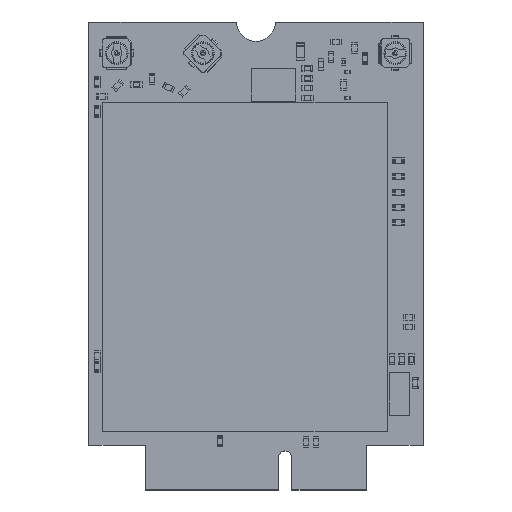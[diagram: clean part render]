
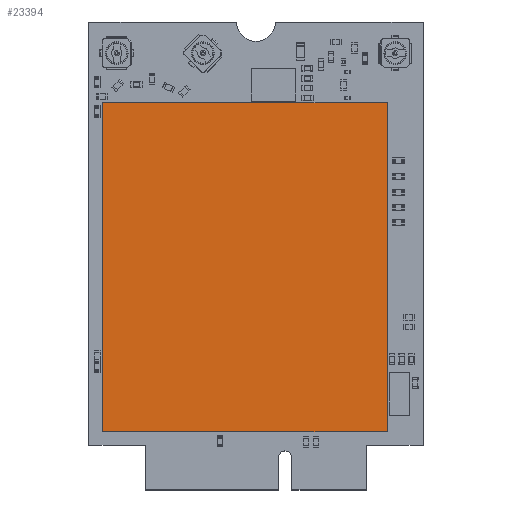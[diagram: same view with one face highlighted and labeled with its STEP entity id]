
A CAD part, top view. The second image highlights one B-rep face of the part: STEP entity #23394.
In plain terms, the highlighted planar face has unit normal (0, 0, 1).
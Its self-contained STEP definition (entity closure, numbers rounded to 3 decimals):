
#1963=PLANE('',#26748);
#3551=FACE_OUTER_BOUND('',#5778,.T.);
#5778=EDGE_LOOP('',(#19446,#19447,#19448,#19449));
#6971=LINE('',#40378,#8206);
#6974=LINE('',#40384,#8209);
#6977=LINE('',#40390,#8212);
#6980=LINE('',#40394,#8215);
#8206=VECTOR('',#34202,10.);
#8209=VECTOR('',#34207,10.);
#8212=VECTOR('',#34212,10.);
#8215=VECTOR('',#34217,10.);
#11466=VERTEX_POINT('',#40375);
#11467=VERTEX_POINT('',#40377);
#11469=VERTEX_POINT('',#40383);
#11471=VERTEX_POINT('',#40389);
#14130=EDGE_CURVE('',#11467,#11466,#6971,.T.);
#14133=EDGE_CURVE('',#11469,#11467,#6974,.T.);
#14136=EDGE_CURVE('',#11471,#11469,#6977,.T.);
#14139=EDGE_CURVE('',#11466,#11471,#6980,.T.);
#19446=ORIENTED_EDGE('',*,*,#14139,.T.);
#19447=ORIENTED_EDGE('',*,*,#14136,.T.);
#19448=ORIENTED_EDGE('',*,*,#14133,.T.);
#19449=ORIENTED_EDGE('',*,*,#14130,.T.);
#23394=ADVANCED_FACE('',(#3551),#1963,.T.);
#26748=AXIS2_PLACEMENT_3D('',#40395,#34218,#34219);
#34202=DIRECTION('',(-1.,0.,0.));
#34207=DIRECTION('',(0.,1.,0.));
#34212=DIRECTION('',(1.,0.,0.));
#34217=DIRECTION('',(0.,-1.,0.));
#34218=DIRECTION('center_axis',(0.,0.,1.));
#34219=DIRECTION('ref_axis',(1.,0.,0.));
#40375=CARTESIAN_POINT('',(-13.77,34.77,3.5));
#40377=CARTESIAN_POINT('',(11.77,34.77,3.5));
#40378=CARTESIAN_POINT('',(11.77,34.77,3.5));
#40383=CARTESIAN_POINT('',(11.77,5.23,3.5));
#40384=CARTESIAN_POINT('',(11.77,5.23,3.5));
#40389=CARTESIAN_POINT('',(-13.77,5.23,3.5));
#40390=CARTESIAN_POINT('',(-13.77,5.23,3.5));
#40394=CARTESIAN_POINT('',(-13.77,34.77,3.5));
#40395=CARTESIAN_POINT('Origin',(-1.,20.,3.5));
